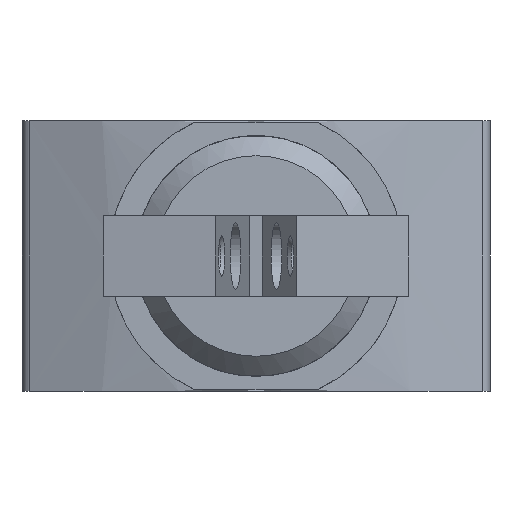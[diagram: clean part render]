
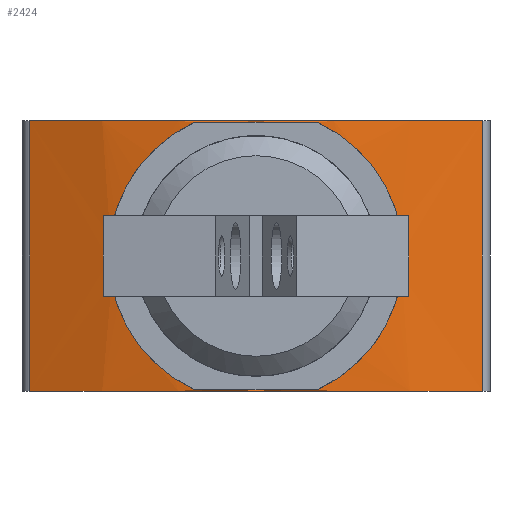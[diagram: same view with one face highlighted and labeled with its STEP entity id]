
A CAD part, front view. The second image highlights one B-rep face of the part: STEP entity #2424.
In plain terms, the highlighted cylindrical face has radius 38.94 mm (diameter 77.88 mm), a partial arc.
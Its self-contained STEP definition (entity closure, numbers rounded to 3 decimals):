
#158=LINE('',#3809,#316);
#159=LINE('',#3810,#317);
#316=VECTOR('',#3117,1000.);
#317=VECTOR('',#3118,1000.);
#455=B_SPLINE_CURVE_WITH_KNOTS('',3,(#3782,#3783,#3784,#3785,#3786,#3787,
#3788,#3789),.UNSPECIFIED.,.F.,.F.,(4,1,1,1,1,4),(0.,
0.003,0.006,0.013,0.019,
0.025),.UNSPECIFIED.);
#456=B_SPLINE_CURVE_WITH_KNOTS('',3,(#3797,#3798,#3799,#3800,#3801,#3802,
#3803,#3804),.UNSPECIFIED.,.F.,.F.,(4,1,1,1,1,4),(0.,
0.003,0.006,0.013,0.019,
0.025),.UNSPECIFIED.);
#809=ORIENTED_EDGE('',*,*,#1180,.T.);
#810=ORIENTED_EDGE('',*,*,#1181,.F.);
#811=ORIENTED_EDGE('',*,*,#1155,.F.);
#812=ORIENTED_EDGE('',*,*,#1182,.T.);
#813=ORIENTED_EDGE('',*,*,#1179,.T.);
#814=ORIENTED_EDGE('',*,*,#1172,.T.);
#815=ORIENTED_EDGE('',*,*,#1175,.T.);
#816=ORIENTED_EDGE('',*,*,#1177,.T.);
#1155=EDGE_CURVE('',#1378,#1379,#1505,.T.);
#1172=EDGE_CURVE('',#1395,#1396,#1509,.F.);
#1175=EDGE_CURVE('',#1396,#1397,#455,.T.);
#1177=EDGE_CURVE('',#1397,#1398,#1510,.F.);
#1179=EDGE_CURVE('',#1398,#1395,#456,.T.);
#1180=EDGE_CURVE('',#1399,#1400,#1511,.T.);
#1181=EDGE_CURVE('',#1379,#1400,#158,.T.);
#1182=EDGE_CURVE('',#1378,#1399,#159,.T.);
#1378=VERTEX_POINT('',#3741);
#1379=VERTEX_POINT('',#3743);
#1395=VERTEX_POINT('',#3777);
#1396=VERTEX_POINT('',#3778);
#1397=VERTEX_POINT('',#3790);
#1398=VERTEX_POINT('',#3794);
#1399=VERTEX_POINT('',#3807);
#1400=VERTEX_POINT('',#3808);
#1505=CIRCLE('',#2624,38.94);
#1509=CIRCLE('',#2629,38.94);
#1510=CIRCLE('',#2632,38.94);
#1511=CIRCLE('',#2635,38.94);
#1656=EDGE_LOOP('',(#809,#810,#811,#812));
#1657=EDGE_LOOP('',(#813,#814,#815,#816));
#1832=FACE_BOUND('',#1656,.T.);
#1833=FACE_BOUND('',#1657,.T.);
#1904=CYLINDRICAL_SURFACE('',#2634,38.94);
#2424=ADVANCED_FACE('',(#1832,#1833),#1904,.T.);
#2624=AXIS2_PLACEMENT_3D('',#3742,#3076,#3077);
#2629=AXIS2_PLACEMENT_3D('',#3776,#3099,#3100);
#2632=AXIS2_PLACEMENT_3D('',#3793,#3108,#3109);
#2634=AXIS2_PLACEMENT_3D('',#3805,#3113,#3114);
#2635=AXIS2_PLACEMENT_3D('',#3806,#3115,#3116);
#3076=DIRECTION('',(0.,0.,1.));
#3077=DIRECTION('',(1.,0.,0.));
#3099=DIRECTION('',(0.,0.,1.));
#3100=DIRECTION('',(1.,0.,0.));
#3108=DIRECTION('',(0.,0.,-1.));
#3109=DIRECTION('',(-1.,0.,0.));
#3113=DIRECTION('',(0.,0.,-1.));
#3114=DIRECTION('',(-1.,0.,0.));
#3115=DIRECTION('',(0.,0.,1.));
#3116=DIRECTION('',(1.,0.,0.));
#3117=DIRECTION('',(0.,0.,-1.));
#3118=DIRECTION('',(0.,0.,-1.));
#3741=CARTESIAN_POINT('',(-16.935,11.29,10.1));
#3742=CARTESIAN_POINT('',(0.,46.354,10.1));
#3743=CARTESIAN_POINT('',(16.935,11.29,10.1));
#3776=CARTESIAN_POINT('',(0.,46.354,-10.));
#3777=CARTESIAN_POINT('',(4.583,7.685,-10.));
#3778=CARTESIAN_POINT('',(-4.583,7.685,-10.));
#3782=CARTESIAN_POINT('',(-4.583,7.685,-10.));
#3783=CARTESIAN_POINT('',(-5.543,7.799,-9.56));
#3784=CARTESIAN_POINT('',(-7.295,8.078,-8.427));
#3785=CARTESIAN_POINT('',(-10.064,8.703,-5.252));
#3786=CARTESIAN_POINT('',(-11.624,9.199,-0.007));
#3787=CARTESIAN_POINT('',(-9.751,8.602,6.295));
#3788=CARTESIAN_POINT('',(-6.503,7.912,9.12));
#3789=CARTESIAN_POINT('',(-4.583,7.685,10.));
#3790=CARTESIAN_POINT('',(-4.583,7.685,10.));
#3793=CARTESIAN_POINT('',(0.,46.354,10.));
#3794=CARTESIAN_POINT('',(4.583,7.685,10.));
#3797=CARTESIAN_POINT('',(4.583,7.685,10.));
#3798=CARTESIAN_POINT('',(5.543,7.799,9.56));
#3799=CARTESIAN_POINT('',(7.295,8.078,8.427));
#3800=CARTESIAN_POINT('',(10.064,8.703,5.252));
#3801=CARTESIAN_POINT('',(11.624,9.199,0.007));
#3802=CARTESIAN_POINT('',(9.751,8.602,-6.295));
#3803=CARTESIAN_POINT('',(6.503,7.912,-9.12));
#3804=CARTESIAN_POINT('',(4.583,7.685,-10.));
#3805=CARTESIAN_POINT('',(0.,46.354,10.1));
#3806=CARTESIAN_POINT('',(0.,46.354,-10.1));
#3807=CARTESIAN_POINT('',(-16.935,11.29,-10.1));
#3808=CARTESIAN_POINT('',(16.935,11.29,-10.1));
#3809=CARTESIAN_POINT('',(16.935,11.29,10.1));
#3810=CARTESIAN_POINT('',(-16.935,11.29,10.1));
